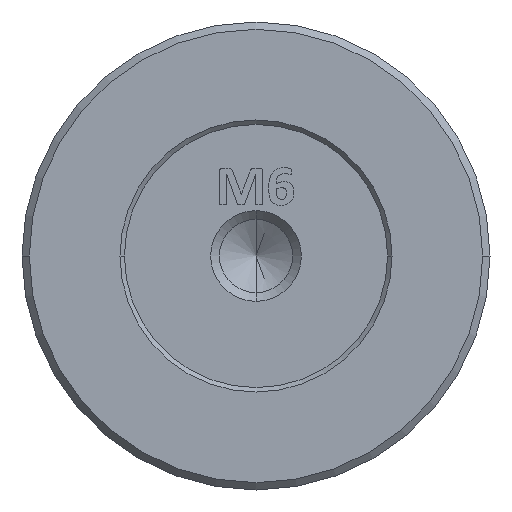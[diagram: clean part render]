
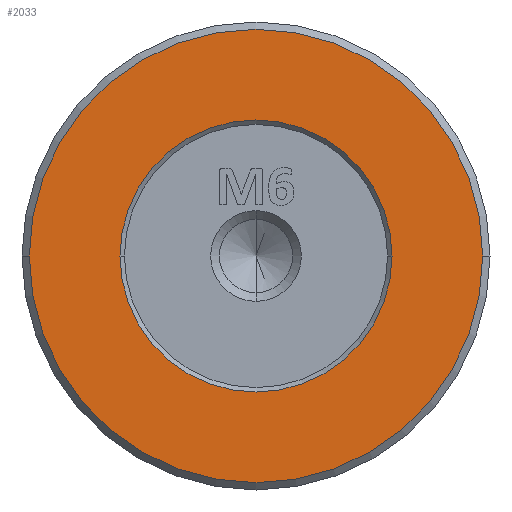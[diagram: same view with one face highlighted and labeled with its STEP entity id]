
A CAD part, left-side view. The second image highlights one B-rep face of the part: STEP entity #2033.
In plain terms, the highlighted planar face has unit normal (-1, 0, 0).
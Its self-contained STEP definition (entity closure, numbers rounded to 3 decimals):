
#116 = ORIENTED_EDGE ( 'NONE', *, *, #10681, .T. ) ;
#1096 = CARTESIAN_POINT ( 'NONE',  ( -66.499, -11.436, 6.822 ) ) ;
#1434 = CARTESIAN_POINT ( 'NONE',  ( -66.499, 19.564, 6.822 ) ) ;
#1509 = EDGE_CURVE ( 'NONE', #5877, #26960, #6742, .T. ) ;
#2033 = ADVANCED_FACE ( 'NONE', ( #3311, #6262 ), #26735, .T. ) ;
#2077 = CARTESIAN_POINT ( 'NONE',  ( -66.499, 4.064, 6.822 ) ) ;
#2237 = EDGE_LOOP ( 'NONE', ( #116, #3546 ) ) ;
#3311 = FACE_BOUND ( 'NONE', #2237, .T. ) ;
#3429 = VERTEX_POINT ( 'NONE', #13341 ) ;
#3546 = ORIENTED_EDGE ( 'NONE', *, *, #20083, .T. ) ;
#4550 = ORIENTED_EDGE ( 'NONE', *, *, #1509, .T. ) ;
#4754 = AXIS2_PLACEMENT_3D ( 'NONE', #26890, #15175, #12714 ) ;
#4822 = CARTESIAN_POINT ( 'NONE',  ( -66.499, 4.064, 6.822 ) ) ;
#5877 = VERTEX_POINT ( 'NONE', #1434 ) ;
#6034 = ORIENTED_EDGE ( 'NONE', *, *, #27950, .T. ) ;
#6192 = CIRCLE ( 'NONE', #14522, 9.3 ) ;
#6262 = FACE_OUTER_BOUND ( 'NONE', #12712, .T. ) ;
#6742 = CIRCLE ( 'NONE', #24942, 15.5 ) ;
#7664 = DIRECTION ( 'NONE',  ( 0., -1., 0. ) ) ;
#9179 = CIRCLE ( 'NONE', #17017, 15.5 ) ;
#10681 = EDGE_CURVE ( 'NONE', #3429, #16533, #6192, .T. ) ;
#10910 = AXIS2_PLACEMENT_3D ( 'NONE', #2077, #11173, #25948 ) ;
#11173 = DIRECTION ( 'NONE',  ( 1., 0., 0. ) ) ;
#12354 = DIRECTION ( 'NONE',  ( 1., 0., 0. ) ) ;
#12712 = EDGE_LOOP ( 'NONE', ( #4550, #6034 ) ) ;
#12714 = DIRECTION ( 'NONE',  ( 0., 1., 0. ) ) ;
#13341 = CARTESIAN_POINT ( 'NONE',  ( -66.499, -5.236, 6.822 ) ) ;
#14522 = AXIS2_PLACEMENT_3D ( 'NONE', #4822, #12354, #21742 ) ;
#15175 = DIRECTION ( 'NONE',  ( -1., 0., 0. ) ) ;
#16242 = DIRECTION ( 'NONE',  ( 0., -1., 0. ) ) ;
#16533 = VERTEX_POINT ( 'NONE', #24507 ) ;
#17017 = AXIS2_PLACEMENT_3D ( 'NONE', #27961, #18411, #16242 ) ;
#18411 = DIRECTION ( 'NONE',  ( -1., 0., 0. ) ) ;
#20083 = EDGE_CURVE ( 'NONE', #16533, #3429, #22205, .T. ) ;
#21521 = DIRECTION ( 'NONE',  ( -1., 0., 0. ) ) ;
#21742 = DIRECTION ( 'NONE',  ( 0., -1., 0. ) ) ;
#22205 = CIRCLE ( 'NONE', #10910, 9.3 ) ;
#24507 = CARTESIAN_POINT ( 'NONE',  ( -66.499, 13.364, 6.822 ) ) ;
#24942 = AXIS2_PLACEMENT_3D ( 'NONE', #28775, #21521, #7664 ) ;
#25948 = DIRECTION ( 'NONE',  ( 0., -1., 0. ) ) ;
#26735 = PLANE ( 'NONE',  #4754 ) ;
#26890 = CARTESIAN_POINT ( 'NONE',  ( -66.499, 4.064, 6.822 ) ) ;
#26960 = VERTEX_POINT ( 'NONE', #1096 ) ;
#27950 = EDGE_CURVE ( 'NONE', #26960, #5877, #9179, .T. ) ;
#27961 = CARTESIAN_POINT ( 'NONE',  ( -66.499, 4.064, 6.822 ) ) ;
#28775 = CARTESIAN_POINT ( 'NONE',  ( -66.499, 4.064, 6.822 ) ) ;
